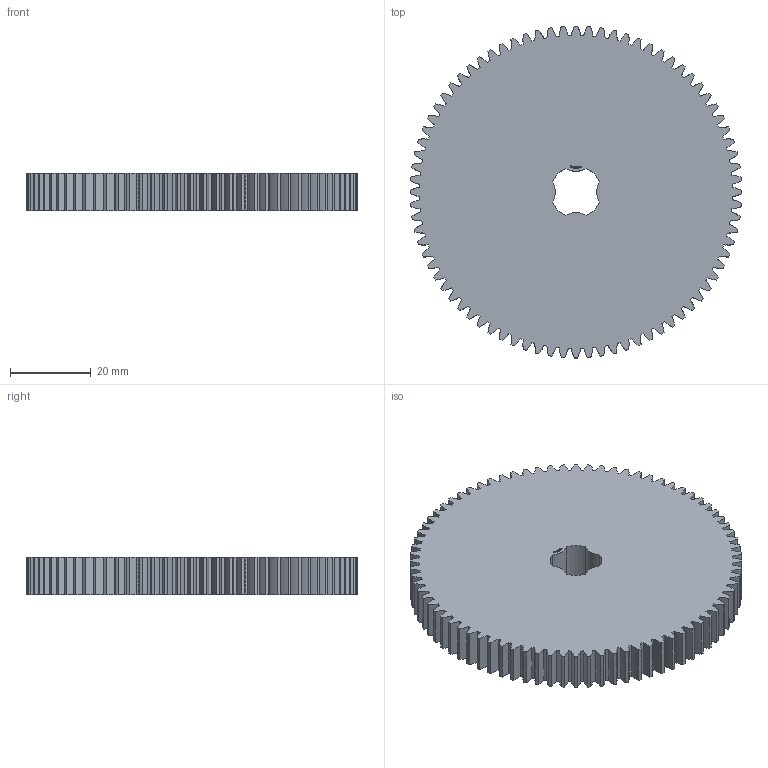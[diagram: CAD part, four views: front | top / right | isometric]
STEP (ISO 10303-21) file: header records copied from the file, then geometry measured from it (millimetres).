
FILE_DESCRIPTION(('FreeCAD Model'),'2;1');
FILE_NAME('Open CASCADE Shape Model','2024-03-10T23:38:41',(''),(''), 'Open CASCADE STEP processor 7.6','FreeCAD','Unknown');
FILE_SCHEMA(('AUTOMOTIVE_DESIGN { 1 0 10303 214 1 1 1 1 }'));
Products named in the file (1): Gear Wheel PLN TTH80 BU00.75 SFT-SHD - SPN-GWH-0299 (stemfie.org)
Bounding box: 82 x 82 x 9.38 mm (x, y, z)
Volume: 45927 mm3; surface area: 14925.6 mm2
Topology: 1 solids, 1 shells, 819 faces, 2358 edges, 1572 vertices
Faces by surface type: extrusion 498, plane 313, cylinder 8
Entity records: 78110 total; most frequent: CARTESIAN_POINT 28856, DIRECTION 6240, VECTOR 5548, LINE 5050, ORIENTED_EDGE 4716, PCURVE 4716, DEFINITIONAL_REPRESENTATION 4716, B_SPLINE_CURVE_WITH_KNOTS 2490
